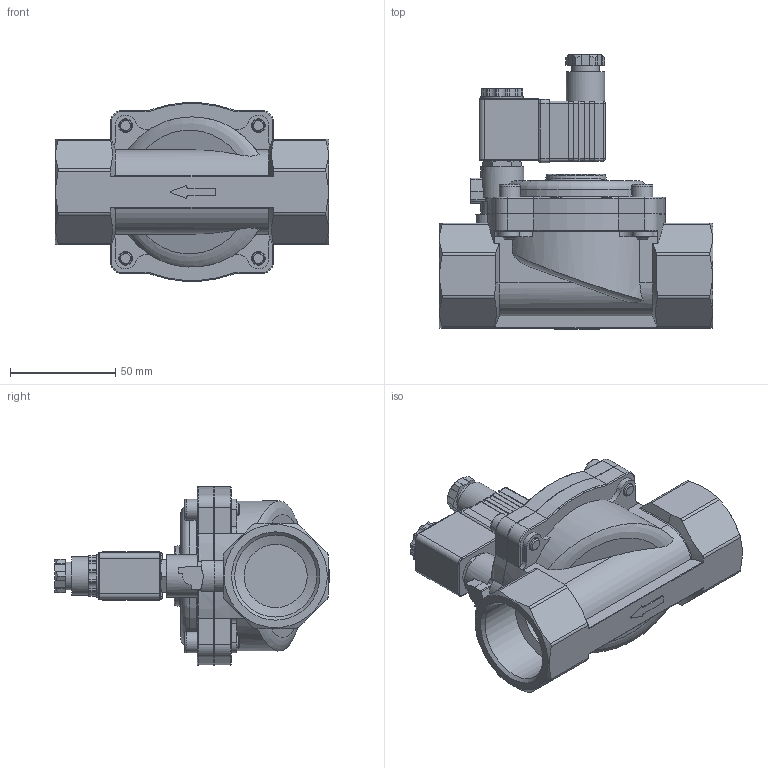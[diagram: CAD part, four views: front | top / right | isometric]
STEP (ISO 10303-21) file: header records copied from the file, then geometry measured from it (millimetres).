
FILE_DESCRIPTION((''),'2;1');
FILE_NAME('ES2A30E032H2450.stp','2022-01-25T14:55:55',('RL'),(''),'Autodesk Inventor 2012','Autodesk Inventor 2012','');
FILE_SCHEMA(('AUTOMOTIVE_DESIGN { 1 0 10303 214 1 1 1 1 }'));
Length unit declared in the file: millimetre
Products named in the file (3): ES2A30E032H24/50; ES2A30E032H23050; GDB09
Assembly tree (2 placements, depth 2):
  ES2A30E032H24/50
    ES2A30E032H23050
    GDB09
Bounding box: 130 x 130.35 x 84.71 mm (x, y, z)
Volume: 350243 mm3; surface area: 63679.5 mm2
Topology: 3 solids, 3 shells, 592 faces, 1546 edges, 997 vertices
Faces by surface type: plane 294, cylinder 220, cone 35, torus 33, bspline 6, sphere 4
Full cylindrical faces by diameter (mm): 1.7 x3, 2.459 x1, 5 x1, 6 x5, 6.9 x1, 7.1 x1, 10 x4, 11 x1, 13.2 x1, 18.3 x1, 20.2 x1, 20.4 x1, 30 x2, 38.952 x2
Entity records: 19122 total; most frequent: CARTESIAN_POINT 4300, DIRECTION 2994, ORIENTED_EDGE 2966, EDGE_CURVE 1483, AXIS2_PLACEMENT_3D 1080, VERTEX_POINT 985, VECTOR 834, LINE 834
